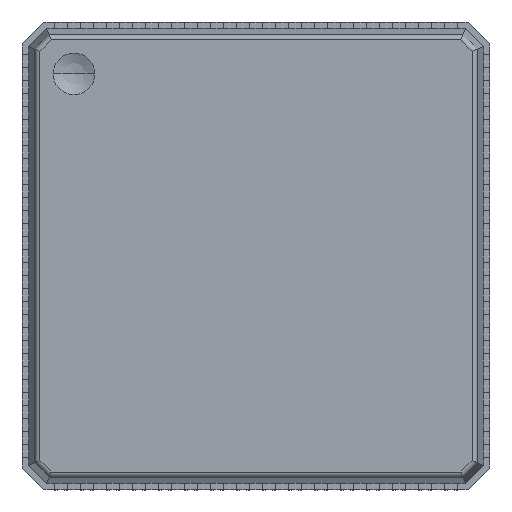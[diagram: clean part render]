
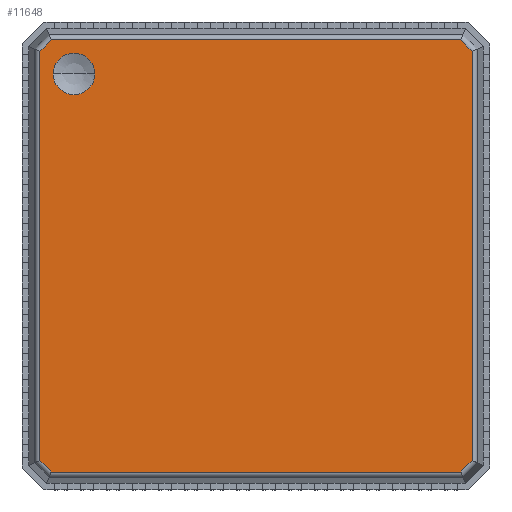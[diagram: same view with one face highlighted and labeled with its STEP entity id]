
A CAD part, top view. The second image highlights one B-rep face of the part: STEP entity #11648.
In plain terms, the highlighted face is planar.
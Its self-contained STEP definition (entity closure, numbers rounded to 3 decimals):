
#4458=DIRECTION('',(-0.707,0.,0.707));
#4459=VECTOR('',#4458,0.309);
#4460=CARTESIAN_POINT('',(-3.937,0.8,-4.156));
#4461=LINE('',#4460,#4459);
#4472=CARTESIAN_POINT('',(-3.5,0.8,-3.5));
#4473=DIRECTION('',(0.,-1.,0.));
#4474=DIRECTION('',(-1.,0.,0.));
#4475=AXIS2_PLACEMENT_3D('',#4472,#4473,#4474);
#4480=CARTESIAN_POINT('',(-3.5,0.8,-3.5));
#4481=DIRECTION('',(0.,-1.,0.));
#4482=DIRECTION('',(1.,0.,0.));
#4483=AXIS2_PLACEMENT_3D('',#4480,#4481,#4482);
#4504=DIRECTION('',(-1.,0.,0.));
#4505=VECTOR('',#4504,7.875);
#4506=CARTESIAN_POINT('',(3.937,0.8,-4.156));
#4507=LINE('',#4506,#4505);
#4666=DIRECTION('',(-0.707,0.,-0.707));
#4667=VECTOR('',#4666,0.309);
#4668=CARTESIAN_POINT('',(4.156,0.8,-3.937));
#4669=LINE('',#4668,#4667);
#4691=DIRECTION('',(0.,0.,-1.));
#4692=VECTOR('',#4691,7.875);
#4693=CARTESIAN_POINT('',(4.156,0.8,3.937));
#4694=LINE('',#4693,#4692);
#4842=DIRECTION('',(0.707,0.,-0.707));
#4843=VECTOR('',#4842,0.309);
#4844=CARTESIAN_POINT('',(3.937,0.8,4.156));
#4845=LINE('',#4844,#4843);
#4867=DIRECTION('',(1.,0.,0.));
#4868=VECTOR('',#4867,7.875);
#4869=CARTESIAN_POINT('',(-3.937,0.8,4.156));
#4870=LINE('',#4869,#4868);
#5018=DIRECTION('',(0.707,0.,0.707));
#5019=VECTOR('',#5018,0.309);
#5020=CARTESIAN_POINT('',(-4.156,0.8,3.937));
#5021=LINE('',#5020,#5019);
#5043=DIRECTION('',(0.,0.,1.));
#5044=VECTOR('',#5043,7.875);
#5045=CARTESIAN_POINT('',(-4.156,0.8,-3.937));
#5046=LINE('',#5045,#5044);
#8105=CARTESIAN_POINT('',(3.937,0.8,-4.156));
#8106=CARTESIAN_POINT('',(-3.937,0.8,-4.156));
#8107=VERTEX_POINT('',#8105);
#8108=VERTEX_POINT('',#8106);
#8113=CARTESIAN_POINT('',(-4.156,0.8,-3.937));
#8114=VERTEX_POINT('',#8113);
#8117=CARTESIAN_POINT('',(-4.156,0.8,3.937));
#8118=VERTEX_POINT('',#8117);
#8121=CARTESIAN_POINT('',(-3.937,0.8,4.156));
#8122=VERTEX_POINT('',#8121);
#8125=CARTESIAN_POINT('',(3.937,0.8,4.156));
#8126=VERTEX_POINT('',#8125);
#8129=CARTESIAN_POINT('',(4.156,0.8,3.937));
#8130=VERTEX_POINT('',#8129);
#8133=CARTESIAN_POINT('',(4.156,0.8,-3.937));
#8134=VERTEX_POINT('',#8133);
#8137=CARTESIAN_POINT('',(-3.9,0.8,-3.5));
#8138=CARTESIAN_POINT('',(-3.1,0.8,-3.5));
#8139=VERTEX_POINT('',#8137);
#8140=VERTEX_POINT('',#8138);
#11620=CARTESIAN_POINT('',(0.,0.8,0.));
#11621=DIRECTION('',(0.,1.,0.));
#11622=DIRECTION('',(1.,0.,0.));
#11623=AXIS2_PLACEMENT_3D('',#11620,#11621,#11622);
#11624=PLANE('',#11623);
#11626=ORIENTED_EDGE('',*,*,#11625,.F.);
#11628=ORIENTED_EDGE('',*,*,#11627,.F.);
#11630=ORIENTED_EDGE('',*,*,#11629,.F.);
#11632=ORIENTED_EDGE('',*,*,#11631,.F.);
#11634=ORIENTED_EDGE('',*,*,#11633,.F.);
#11636=ORIENTED_EDGE('',*,*,#11635,.F.);
#11638=ORIENTED_EDGE('',*,*,#11637,.F.);
#11639=ORIENTED_EDGE('',*,*,#11610,.F.);
#11640=EDGE_LOOP('',(#11626,#11628,#11630,#11632,#11634,#11636,#11638,#11639));
#11641=FACE_OUTER_BOUND('',#11640,.F.);
#11643=ORIENTED_EDGE('',*,*,#11642,.F.);
#11645=ORIENTED_EDGE('',*,*,#11644,.F.);
#11646=EDGE_LOOP('',(#11643,#11645));
#11647=FACE_BOUND('',#11646,.F.);
#4476=CIRCLE('',#4475,0.4);
#4484=CIRCLE('',#4483,0.4);
#11610=EDGE_CURVE('',#8108,#8114,#4461,.T.);
#11625=EDGE_CURVE('',#8107,#8108,#4507,.T.);
#11627=EDGE_CURVE('',#8134,#8107,#4669,.T.);
#11629=EDGE_CURVE('',#8130,#8134,#4694,.T.);
#11631=EDGE_CURVE('',#8126,#8130,#4845,.T.);
#11633=EDGE_CURVE('',#8122,#8126,#4870,.T.);
#11635=EDGE_CURVE('',#8118,#8122,#5021,.T.);
#11637=EDGE_CURVE('',#8114,#8118,#5046,.T.);
#11642=EDGE_CURVE('',#8139,#8140,#4476,.T.);
#11644=EDGE_CURVE('',#8140,#8139,#4484,.T.);
#11648=ADVANCED_FACE('',(#11641,#11647),#11624,.T.);
